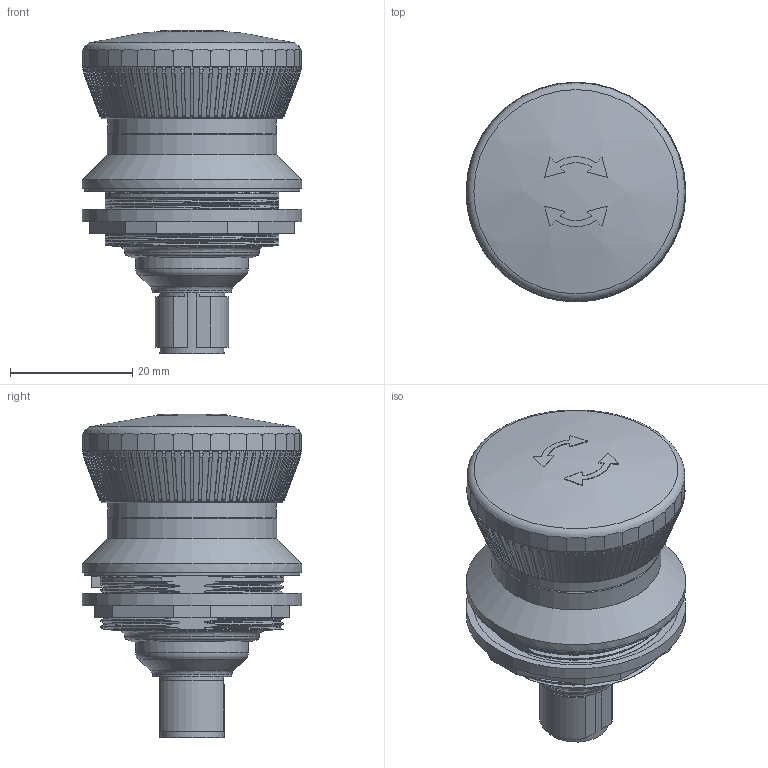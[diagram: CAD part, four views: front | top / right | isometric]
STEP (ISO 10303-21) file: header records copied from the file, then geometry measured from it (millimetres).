
FILE_DESCRIPTION(/* description */ (''),/* implementation_level */ '2;1');
FILE_NAME(/* name */ 'KRVKOO_C001.stp',/* time_stamp */ '2022-10-14T11:06:24+02:00',/* author */ ('kscharfenort'),/* organization */ (''),/* preprocessor_version */ 'ST-DEVELOPER v17.2',/* originating_system */ 'Autodesk Inventor 2019',/* authorisation */ '');
FILE_SCHEMA (('AUTOMOTIVE_DESIGN { 1 0 10303 214 3 1 1 }'));
Length unit declared in the file: millimetre
Products named in the file (1): KRVKOO_C001_vereinfacht
Bounding box: 36 x 36 x 53.1 mm (x, y, z)
Volume: 30105.4 mm3; surface area: 9466.2 mm2
Topology: 1 solids, 1 shells, 953 faces, 2842 edges, 1869 vertices
Faces by surface type: plane 470, torus 158, cylinder 112, bspline 110, cone 96, sphere 7
Full cylindrical faces by diameter (mm): 1 x7, 8.3 x1, 10.5 x1, 13.004 x1, 18.5 x1, 22 x1, 27.65 x1, 27.85 x1, 28.917 x1, 33.7 x1, 35.5 x1, 35.75 x1, 36 x2
Entity records: 40955 total; most frequent: CARTESIAN_POINT 17381, ORIENTED_EDGE 5660, DIRECTION 4211, EDGE_CURVE 2830, VERTEX_POINT 1865, AXIS2_PLACEMENT_3D 1644, EDGE_LOOP 991, FACE_OUTER_BOUND 953
